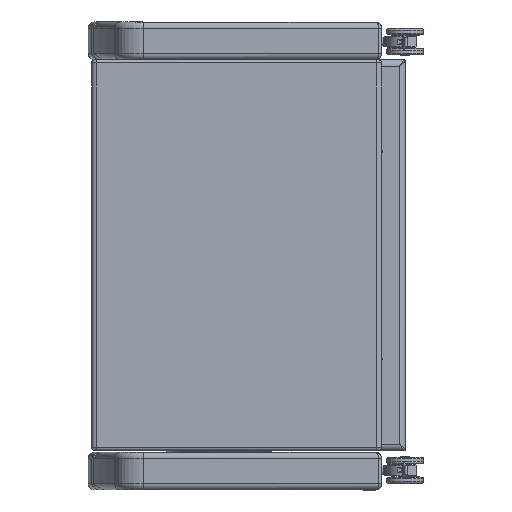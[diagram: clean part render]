
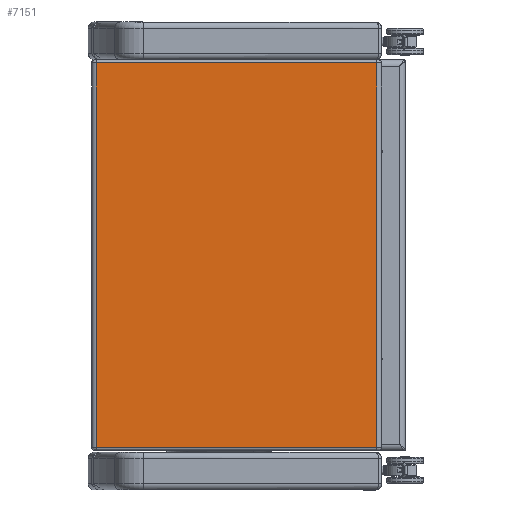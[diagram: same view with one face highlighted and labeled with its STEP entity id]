
A CAD part, left-side view. The second image highlights one B-rep face of the part: STEP entity #7151.
In plain terms, the highlighted face is planar.
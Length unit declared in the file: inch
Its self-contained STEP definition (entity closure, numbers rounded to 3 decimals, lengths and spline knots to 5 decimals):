
#524=PLANE('',#7972);
#724=LINE('',#12286,#1152);
#747=LINE('',#12457,#1175);
#752=LINE('',#12491,#1180);
#753=LINE('',#12493,#1181);
#1152=VECTOR('',#9166,0.3937);
#1175=VECTOR('',#9291,0.3937);
#1180=VECTOR('',#9314,0.3937);
#1181=VECTOR('',#9317,26.5);
#1801=FACE_OUTER_BOUND('',#2291,.T.);
#2291=EDGE_LOOP('',(#5460,#5461,#5462,#5463));
#3313=VERTEX_POINT('',#12275);
#3317=VERTEX_POINT('',#12284);
#3354=VERTEX_POINT('',#12447);
#3356=VERTEX_POINT('',#12453);
#4058=EDGE_CURVE('',#3317,#3313,#724,.T.);
#4117=EDGE_CURVE('',#3354,#3356,#747,.T.);
#4127=EDGE_CURVE('',#3356,#3317,#752,.T.);
#4128=EDGE_CURVE('',#3313,#3354,#753,.T.);
#5460=ORIENTED_EDGE('',*,*,#4058,.F.);
#5461=ORIENTED_EDGE('',*,*,#4127,.F.);
#5462=ORIENTED_EDGE('',*,*,#4117,.F.);
#5463=ORIENTED_EDGE('',*,*,#4128,.F.);
#7151=ADVANCED_FACE('',(#1801),#524,.T.);
#7972=AXIS2_PLACEMENT_3D('',#12492,#9315,#9316);
#9166=DIRECTION('',(-1.,0.,0.));
#9291=DIRECTION('',(1.,0.,0.));
#9314=DIRECTION('',(0.,0.,-1.));
#9315=DIRECTION('center_axis',(0.,-1.,0.));
#9316=DIRECTION('ref_axis',(0.,0.,-1.));
#9317=DIRECTION('',(0.,0.,1.));
#12275=CARTESIAN_POINT('',(20.0282,18.44801,26.25));
#12284=CARTESIAN_POINT('',(42.2782,18.44801,26.25));
#12286=CARTESIAN_POINT('',(35.46724,18.44801,26.25));
#12447=CARTESIAN_POINT('',(20.0282,18.44801,56.75));
#12453=CARTESIAN_POINT('',(42.2782,18.44801,56.75));
#12457=CARTESIAN_POINT('',(35.3303,18.44801,56.75));
#12491=CARTESIAN_POINT('',(42.2782,18.44801,30.));
#12492=CARTESIAN_POINT('Origin',(40.7782,18.44801,30.));
#12493=CARTESIAN_POINT('',(20.0282,18.44801,30.25));
